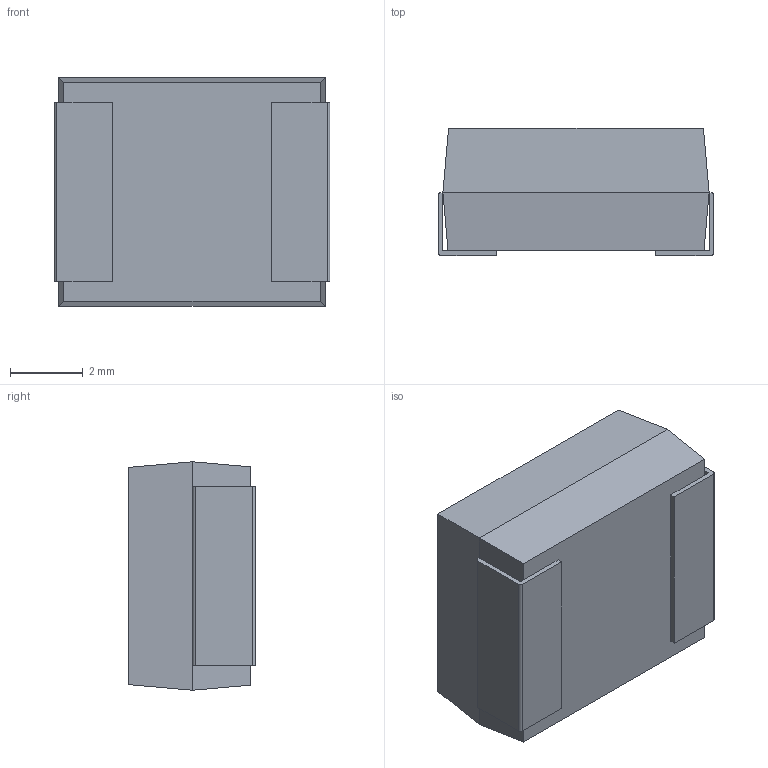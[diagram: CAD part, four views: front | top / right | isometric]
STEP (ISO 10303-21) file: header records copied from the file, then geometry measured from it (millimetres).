
FILE_DESCRIPTION (( 'STEP AP214' ), '1' );
FILE_NAME ('CTSM_7260_L7.60W6.3H3.50S1.6F4.95.STEP', '2018-05-08T16:49:16', ( '' ), ( '' ), 'SwSTEP 2.0', 'SolidWorks 2014', '' );
FILE_SCHEMA (( 'AUTOMOTIVE_DESIGN' ));
Length unit declared in the file: millimetre
Products named in the file (5): CTSM_Case_Bottom_10; CTSM_7260_L7.60W6.3H3.50S1.6F4.95; CTSM_Case_Anode_10; CTSM_Case_Top_10; CTSM_Case_Cathode_10
Assembly tree (4 placements, depth 2):
  CTSM_7260_L7.60W6.3H3.50S1.6F4.95
    CTSM_Case_Bottom_10
    CTSM_Case_Top_10
    CTSM_Case_Cathode_10
    CTSM_Case_Anode_10
Bounding box: 7.6 x 3.5 x 6.3 mm (x, y, z)
Volume: 153.2 mm3; surface area: 337.3 mm2
Topology: 7 solids, 7 shells, 89 faces, 225 edges, 150 vertices
Faces by surface type: plane 85, cylinder 4
Entity records: 3479 total; most frequent: CARTESIAN_POINT 471, ORIENTED_EDGE 450, DIRECTION 425, EDGE_CURVE 225, LINE 217, VECTOR 217, VERTEX_POINT 150, AXIS2_PLACEMENT_3D 104
